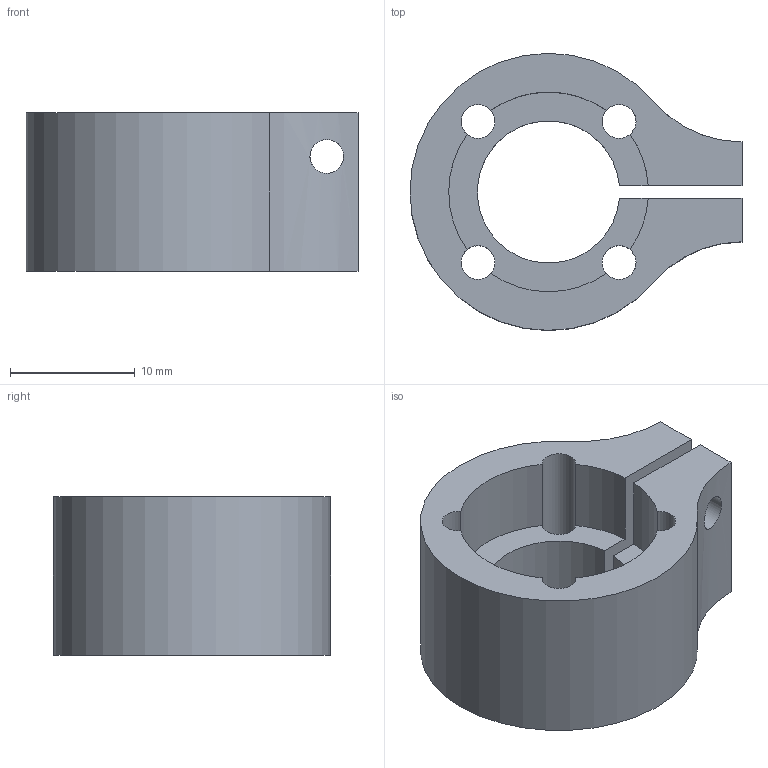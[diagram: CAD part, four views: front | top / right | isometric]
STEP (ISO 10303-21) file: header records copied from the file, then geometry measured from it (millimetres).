
FILE_DESCRIPTION(/* description */ (''),/* implementation_level */ '2;1');
FILE_NAME(/* name */ 'tetrix_739077_2012.stp',/* time_stamp */ '2013-08-31T13:40:14-08:00',/* author */ ('Kyle'),/* organization */ (''),/* preprocessor_version */ 'ST-DEVELOPER v15.2',/* originating_system */ 'Autodesk Inventor 2014',/* authorisation */ '');
FILE_SCHEMA (('AUTOMOTIVE_DESIGN { 1 0 10303 214 3 1 1 }'));
Length unit declared in the file: millimetre
Products named in the file (1): tetrix_739077_2012
Bounding box: 26.6 x 22.2 x 12.7 mm (x, y, z)
Volume: 3164.2 mm3; surface area: 2654.6 mm2
Topology: 1 solids, 1 shells, 26 faces, 83 edges, 55 vertices
Faces by surface type: cylinder 17, plane 9
Full cylindrical faces by diameter (mm): 2.705 x5, 3.7 x1
Entity records: 961 total; most frequent: CARTESIAN_POINT 207, DIRECTION 158, ORIENTED_EDGE 146, EDGE_CURVE 73, AXIS2_PLACEMENT_3D 62, VERTEX_POINT 51, EDGE_LOOP 40, CIRCLE 35
